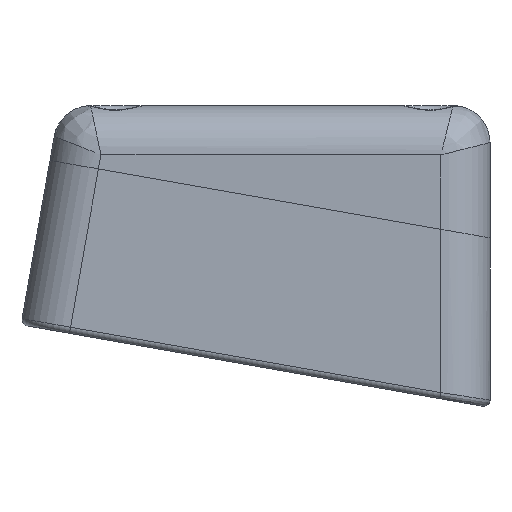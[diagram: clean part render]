
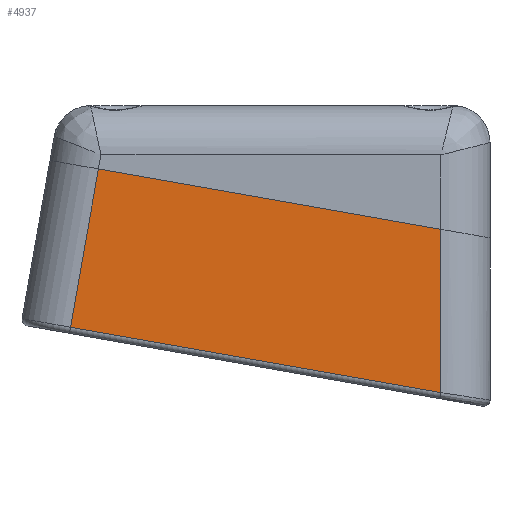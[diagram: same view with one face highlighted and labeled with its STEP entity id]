
A CAD part, left-side view. The second image highlights one B-rep face of the part: STEP entity #4937.
In plain terms, the highlighted planar face has unit normal (-1, 0, 0).
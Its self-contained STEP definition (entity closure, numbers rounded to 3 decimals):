
#239=PLANE('',#5342);
#428=FACE_OUTER_BOUND('',#741,.T.);
#741=EDGE_LOOP('',(#3642,#3643,#3644,#3645));
#1007=LINE('',#7507,#1355);
#1140=LINE('',#7958,#1488);
#1141=LINE('',#7962,#1489);
#1142=LINE('',#7963,#1490);
#1355=VECTOR('',#5881,10.);
#1488=VECTOR('',#6276,10.);
#1489=VECTOR('',#6281,10.);
#1490=VECTOR('',#6282,10.);
#2012=VERTEX_POINT('',#7504);
#2013=VERTEX_POINT('',#7506);
#2144=VERTEX_POINT('',#7957);
#2145=VERTEX_POINT('',#7961);
#2482=EDGE_CURVE('',#2012,#2013,#1007,.T.);
#2680=EDGE_CURVE('',#2013,#2144,#1140,.T.);
#2682=EDGE_CURVE('',#2145,#2012,#1141,.T.);
#2683=EDGE_CURVE('',#2144,#2145,#1142,.T.);
#3642=ORIENTED_EDGE('',*,*,#2482,.F.);
#3643=ORIENTED_EDGE('',*,*,#2682,.F.);
#3644=ORIENTED_EDGE('',*,*,#2683,.F.);
#3645=ORIENTED_EDGE('',*,*,#2680,.F.);
#4937=ADVANCED_FACE('',(#428),#239,.T.);
#5342=AXIS2_PLACEMENT_3D('',#7960,#6279,#6280);
#5881=DIRECTION('',(0.,-0.985,-0.174));
#6276=DIRECTION('',(0.,0.,-1.));
#6279=DIRECTION('center_axis',(-1.,0.,0.));
#6280=DIRECTION('ref_axis',(0.,0.,1.));
#6281=DIRECTION('',(0.,-0.174,0.985));
#6282=DIRECTION('',(0.,0.985,0.174));
#7504=CARTESIAN_POINT('',(-40.,14.475,1.545));
#7506=CARTESIAN_POINT('',(-40.,-13.384,-3.367));
#7507=CARTESIAN_POINT('',(-40.,0.843,-0.859));
#7957=CARTESIAN_POINT('',(-40.,-13.384,-16.651));
#7958=CARTESIAN_POINT('',(-40.,-13.384,0.55));
#7960=CARTESIAN_POINT('Origin',(-40.,1.694,-5.588));
#7961=CARTESIAN_POINT('',(-40.,16.747,-11.338));
#7962=CARTESIAN_POINT('',(-40.,16.072,-7.509));
#7963=CARTESIAN_POINT('',(-40.,-7.17,-15.555));
